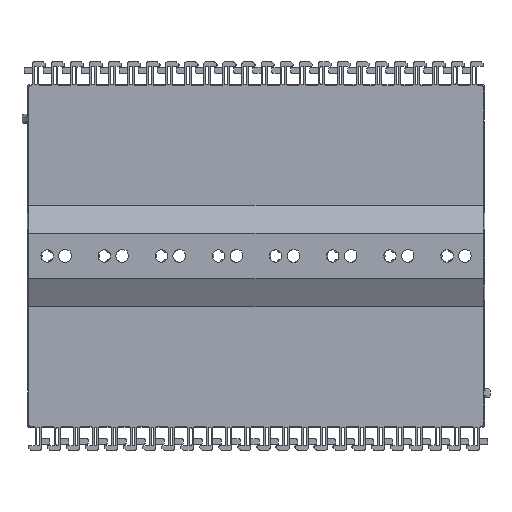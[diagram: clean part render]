
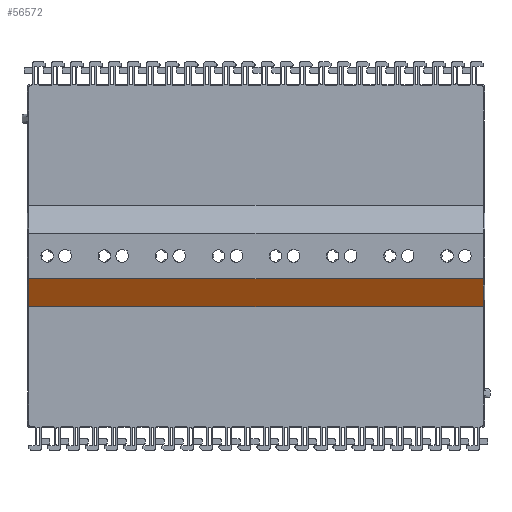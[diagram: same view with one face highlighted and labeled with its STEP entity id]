
A CAD part, top view. The second image highlights one B-rep face of the part: STEP entity #56572.
In plain terms, the highlighted planar face has unit normal (0, -0.5, 0.866).
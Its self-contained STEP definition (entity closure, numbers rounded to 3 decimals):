
#35122 = VERTEX_POINT('',#35123);
#35123 = CARTESIAN_POINT('',(99.4,-22.124,3.));
#51015 = EDGE_CURVE('',#51016,#35122,#51018,.T.);
#51016 = VERTEX_POINT('',#51017);
#51017 = CARTESIAN_POINT('',(-99.4,-22.124,3.));
#51018 = LINE('',#51019,#51020);
#51019 = CARTESIAN_POINT('',(-50.,-22.124,3.));
#51020 = VECTOR('',#51021,1.);
#51021 = DIRECTION('',(1.,0.,0.));
#54350 = EDGE_CURVE('',#35122,#54351,#54353,.T.);
#54351 = VERTEX_POINT('',#54352);
#54352 = CARTESIAN_POINT('',(99.4,-10.,10.));
#54353 = LINE('',#54354,#54355);
#54354 = CARTESIAN_POINT('',(99.4,-22.124,3.));
#54355 = VECTOR('',#54356,1.);
#54356 = DIRECTION('',(0.,0.866,0.5));
#54694 = EDGE_CURVE('',#54695,#54351,#54697,.T.);
#54695 = VERTEX_POINT('',#54696);
#54696 = CARTESIAN_POINT('',(-99.4,-10.,10.));
#54697 = LINE('',#54698,#54699);
#54698 = CARTESIAN_POINT('',(-100.,-10.,10.));
#54699 = VECTOR('',#54700,1.);
#54700 = DIRECTION('',(1.,0.,0.));
#56572 = ADVANCED_FACE('',(#56573),#56584,.T.);
#56573 = FACE_BOUND('',#56574,.T.);
#56574 = EDGE_LOOP('',(#56575,#56576,#56582,#56583));
#56575 = ORIENTED_EDGE('',*,*,#54694,.F.);
#56576 = ORIENTED_EDGE('',*,*,#56577,.F.);
#56577 = EDGE_CURVE('',#51016,#54695,#56578,.T.);
#56578 = LINE('',#56579,#56580);
#56579 = CARTESIAN_POINT('',(-99.4,-22.124,3.));
#56580 = VECTOR('',#56581,1.);
#56581 = DIRECTION('',(0.,0.866,0.5));
#56582 = ORIENTED_EDGE('',*,*,#51015,.T.);
#56583 = ORIENTED_EDGE('',*,*,#54350,.T.);
#56584 = PLANE('',#56585);
#56585 = AXIS2_PLACEMENT_3D('',#56586,#56587,#56588);
#56586 = CARTESIAN_POINT('',(-100.,-27.321,0.));
#56587 = DIRECTION('',(0.,-0.5,0.866));
#56588 = DIRECTION('',(0.,0.866,0.5));
